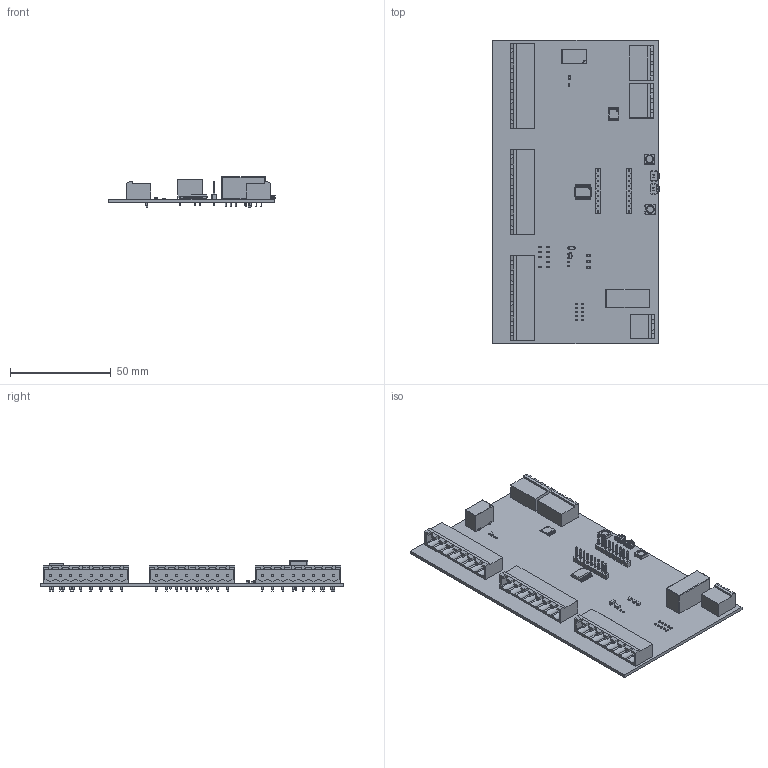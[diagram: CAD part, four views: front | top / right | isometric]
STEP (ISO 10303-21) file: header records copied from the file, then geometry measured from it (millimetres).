
FILE_DESCRIPTION(('KiCad electronic assembly'),'2;1');
FILE_NAME('RS232-Relay.step','2024-09-01T18:59:27',('Pcbnew'),('Kicad'), 'Open CASCADE STEP processor 7.7','KiCad to STEP converter','Unknown' );
FILE_SCHEMA(('AUTOMOTIVE_DESIGN { 1 0 10303 214 1 1 1 1 }'));
Length unit declared in the file: millimetre
Products named in the file (36): RS232-Relay 1; LED_0805_2012Metric; R_0402_1005Metric; PinHeader_1x09_P2.54mm_Vertical; PinHeader_1x09_P254mm_Vertical; C_0402_1005Metric; R_0603_1608Metric; PhoenixContact_MSTBA_2,5_8-G-5,08_1x08_P5.08mm_Horizontal; MSTBA_01x08_G_5_08mm; PhoenixContact_MSTBA_2,5_2-G-5,08_1x02_P5.08mm_Horizontal; MSTBA_01x02_G_5_08mm; LED_WS2812B_PLCC4_5.0x5.0mm_P3.2mm; LED_WS2812B_PLCC4_50x50mm_P32mm; TSSOP-16_4.4x5mm_P0.65mm; TSSOP_16_44x5mm_P065mm; D_SOD-123; D_SOD_123; SSOP-24_5.3x8.2mm_P0.65mm; SSOP_24_53x82mm_P065mm; 436333045822; 1; C_0603_1608Metric; PhoenixContact_MSTBA_2,5_3-G-5,08_1x03_P5.08mm_Horizontal; MSTBA_01x03_G_5_08mm; SOT-23; SOT_23; Relay_SPDT_Omron_G5V-1; Converter_DCDC_TRACO_TMR-xxxx_THT; Converter_DCDC_TRACO_TMR_xxxx_THT; RS232-Relay_PCB
Assembly tree (62 placements, depth 3):
  RS232-Relay 1
    LED_0805_2012Metric  x4
      LED_0805_2012Metric
    R_0402_1005Metric  x2
      R_0402_1005Metric
    PinHeader_1x09_P2.54mm_Vertical  x2
      PinHeader_1x09_P254mm_Vertical
    C_0402_1005Metric  x10
      C_0402_1005Metric
    R_0603_1608Metric  x8
      R_0603_1608Metric
    PhoenixContact_MSTBA_2,5_8-G-5,08_1x08_P5.08mm_Horizontal  x3
      MSTBA_01x08_G_5_08mm
    PhoenixContact_MSTBA_2,5_2-G-5,08_1x02_P5.08mm_Horizontal
      MSTBA_01x02_G_5_08mm
    LED_WS2812B_PLCC4_5.0x5.0mm_P3.2mm  x2
      LED_WS2812B_PLCC4_50x50mm_P32mm
    TSSOP-16_4.4x5mm_P0.65mm
      TSSOP_16_44x5mm_P065mm
    D_SOD-123
      D_SOD_123
    SSOP-24_5.3x8.2mm_P0.65mm
      SSOP_24_53x82mm_P065mm
    436333045822  x2
      1
    C_0603_1608Metric  x2
      C_0603_1608Metric
    PhoenixContact_MSTBA_2,5_3-G-5,08_1x03_P5.08mm_Horizontal  x2
      MSTBA_01x03_G_5_08mm
    SOT-23
      SOT_23
    Relay_SPDT_Omron_G5V-1
      Relay_SPDT_Omron_G5V-1
    Converter_DCDC_TRACO_TMR-xxxx_THT
      Converter_DCDC_TRACO_TMR_xxxx_THT
    RS232-Relay_PCB
Bounding box: 83 x 151 x 15.1 mm (x, y, z)
Volume: 32172.7 mm3; surface area: 42315.5 mm2
Topology: 57 solids, 57 shells, 3908 faces, 9974 edges, 6330 vertices
Faces by surface type: plane 2976, cylinder 761, bspline 141, torus 19, cone 11
Full cylindrical faces by diameter (mm): 0.5 x9, 0.8 x4, 1 x31, 1.4 x32, 3.333 x2
Entity records: 76291 total; most frequent: CARTESIAN_POINT 11738, ORIENTED_EDGE 10900, DIRECTION 10330, EDGE_CURVE 5450, LINE 4434, VECTOR 4434, VERTEX_POINT 3440, AXIS2_PLACEMENT_3D 2948
